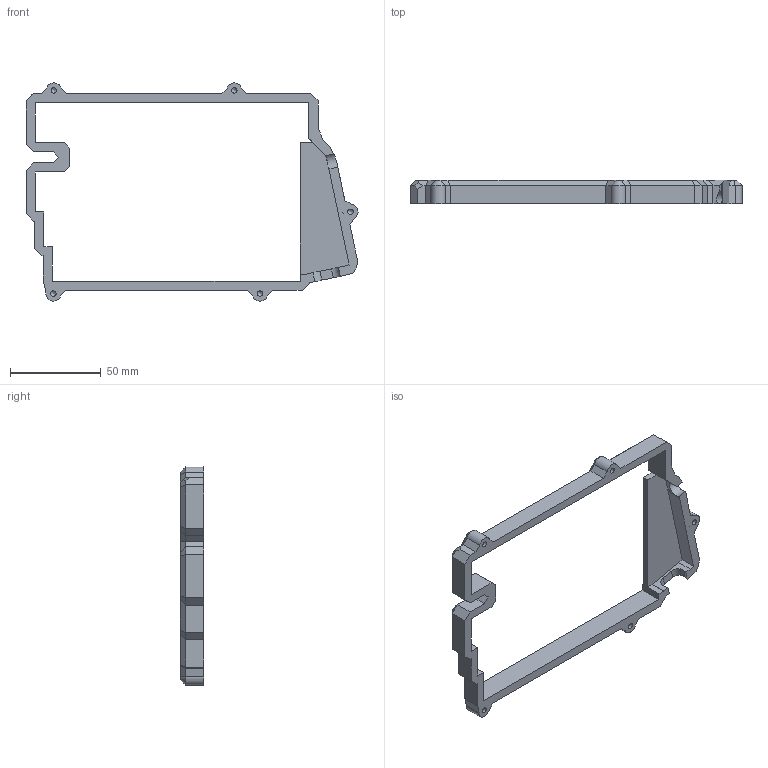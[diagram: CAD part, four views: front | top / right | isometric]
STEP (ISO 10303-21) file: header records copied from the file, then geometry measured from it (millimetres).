
FILE_DESCRIPTION(/* description */ ('STEP AP242','CAx-IF Rec.Pracs.---Representation and Presentation of Product Manufacturing Information (PMI)---4.0---2014-10-13','CAx-IF Rec.Pracs.---3D Tessellated Geometry---0.4---2014-09-14','2;1'),/* implementation_level */ '2;1');
FILE_NAME(/* name */ '3D Printed Parts - Left Top',/* time_stamp */ '2025-02-25T03:28:08Z',/* author */ (''),/* organization */ (''),/* preprocessor_version */ 'ST-DEVELOPER v20',/* originating_system */ 'ONSHAPE BY PTC INC, 1.194',/* authorisation */ ' ');
FILE_SCHEMA (('AP242_MANAGED_MODEL_BASED_3D_ENGINEERING_MIM_LF { 1 0 10303 442 1 1 4 }'));
Length unit declared in the file: metre
Products named in the file (1): Left Top
Bounding box: 182.53 x 12.9 x 119.96 mm (x, y, z)
Volume: 40659 mm3; surface area: 23152.2 mm2
Topology: 1 solids, 1 shells, 373 faces, 1028 edges, 670 vertices
Faces by surface type: plane 258, cylinder 105, cone 10
Full cylindrical faces by diameter (mm): 3 x5
Entity records: 11707 total; most frequent: CARTESIAN_POINT 2089, ORIENTED_EDGE 2016, DIRECTION 1968, EDGE_CURVE 1008, LINE 774, VECTOR 774, VERTEX_POINT 665, AXIS2_PLACEMENT_3D 597
